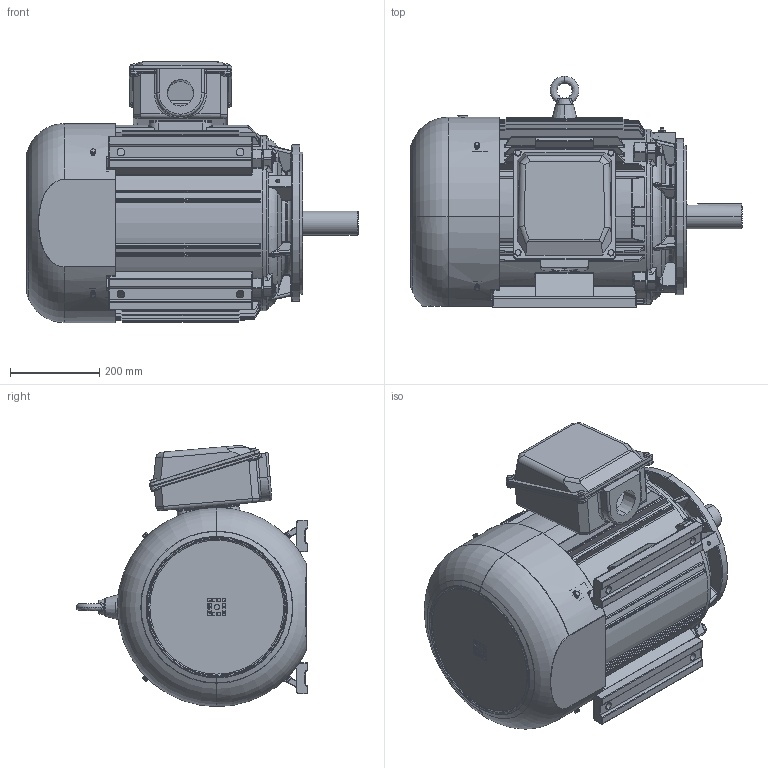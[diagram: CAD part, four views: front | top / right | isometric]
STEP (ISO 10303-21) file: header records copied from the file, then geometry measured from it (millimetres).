
FILE_DESCRIPTION (( 'STEP AP214' ), '1' );
FILE_NAME ('MTCP324TC.STEP', '2018-03-07T16:39:06', ( '' ), ( '' ), 'SwSTEP 2.0', 'SolidWorks 2017', '' );
FILE_SCHEMA (( 'AUTOMOTIVE_DESIGN' ));
Length unit declared in the file: millimetre
Products named in the file (27): PE324儂釱樓馱璃; PE320粣芛  瑞珔傷; spring lock washers--normal type gb_GB_FASTENER_WASHER_SW 12; PE320諉盄碟蚾饜极 _1_; spring lock washers--normal type gb_GB_FASTENER_WASHER_SW 6; PE320ヶ粣創俋裔樓馱璃; PE320諉盄碟裔菜; PE320瑞欶; eyebolts gb_GB_FASTENER_SCREWS_FRS M16-N; PE320粣芛  堤粣傷; 41-5躇猾; hexagon head bolts-full thread gb_GB_FASTENER_BOLT_STBAB A M8X20-N; hex head bolts-full thread grade c gb_GB_FASTENER_BOLT_HHBFTC M12X55-N; M10蛁蚐郲耀倰; PE320諉盄碟釱菜; plain washers-chamfered--normal series-a gb_GB_FASTENER_WASHER_SWCA 12; PE320諉盄碟裔; PE320芧埽傷裔 J; PE320瑩; hex head bolts-full thread grade c gb_GB_FASTENER_BOLT_HHBFTC M8X55-N; hex head bolts-full thread grade c gb_GB_FASTENER_BOLT_HHBFTC M6X12-N; PE320后轴承外盖加工件; plain washers-chamfered--normal series-a gb_GB_FASTENER_WASHER_SWCA 6; 17橡皮塞; PE320接线盒座_默认_按加工_; PE320标准后端盖加工件; MTCP324TC
Assembly tree (69 placements, depth 3):
  MTCP324TC
    PE320諉盄碟蚾饜极 _1_
      PE320接线盒座_默认_按加工_
      PE320諉盄碟裔
      PE320諉盄碟裔菜
      PE320諉盄碟釱菜
      hexagon head bolts-full thread gb_GB_FASTENER_BOLT_STBAB A M8X20-N  x8
    PE324儂釱樓馱璃
    PE320芧埽傷裔 J
    PE320ヶ粣創俋裔樓馱璃
    PE320粣芛  堤粣傷
    PE320标准后端盖加工件
    PE320后轴承外盖加工件
    PE320粣芛  瑞珔傷
    hex head bolts-full thread grade c gb_GB_FASTENER_BOLT_HHBFTC M12X55-N  x8
    spring lock washers--normal type gb_GB_FASTENER_WASHER_SW 12  x8
    plain washers-chamfered--normal series-a gb_GB_FASTENER_WASHER_SWCA 12  x8
    hex head bolts-full thread grade c gb_GB_FASTENER_BOLT_HHBFTC M8X55-N  x6
    PE320瑞欶
    M10蛁蚐郲耀倰  x2
    17橡皮塞
    41-5躇猾
    PE320瑩
    eyebolts gb_GB_FASTENER_SCREWS_FRS M16-N
    hex head bolts-full thread grade c gb_GB_FASTENER_BOLT_HHBFTC M6X12-N  x4
    spring lock washers--normal type gb_GB_FASTENER_WASHER_SW 6  x4
    plain washers-chamfered--normal series-a gb_GB_FASTENER_WASHER_SWCA 6  x4
Bounding box: 742.5 x 517.4 x 584.28 mm (x, y, z)
Volume: 16505147.1 mm3; surface area: 3901410.1 mm2
Topology: 68 solids, 68 shells, 4164 faces, 10222 edges, 6210 vertices
Faces by surface type: cylinder 1465, plane 1086, cone 550, bspline 517, torus 419, sphere 127
Entity records: 159427 total; most frequent: CARTESIAN_POINT 80696, ORIENTED_EDGE 16912, DIRECTION 15671, EDGE_CURVE 8456, AXIS2_PLACEMENT_3D 6464, VERTEX_POINT 5161, EDGE_LOOP 3707, CIRCLE 3488
